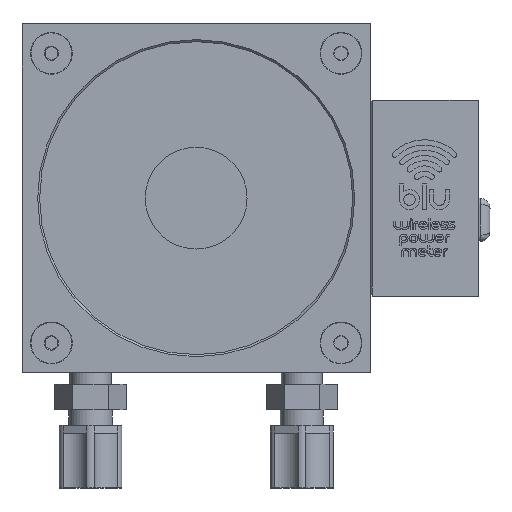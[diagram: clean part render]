
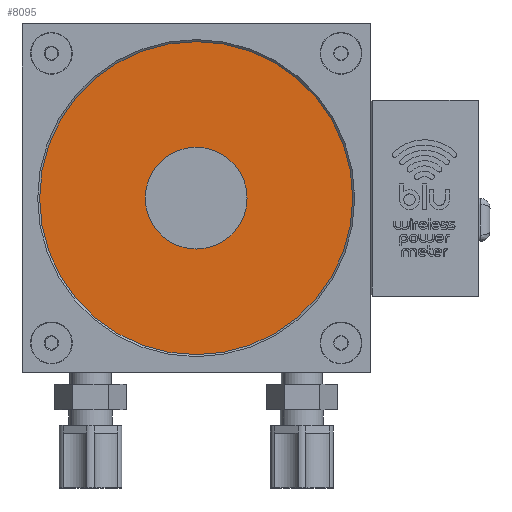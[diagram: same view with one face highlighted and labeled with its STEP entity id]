
A CAD part, top view. The second image highlights one B-rep face of the part: STEP entity #8095.
In plain terms, the highlighted planar face has unit normal (0, 0, 1).
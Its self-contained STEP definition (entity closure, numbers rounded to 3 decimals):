
#440 = DIRECTION ( 'NONE',  ( 1., 0., 0. ) ) ;
#690 = DIRECTION ( 'NONE',  ( 1., 0., 0. ) ) ;
#1694 = AXIS2_PLACEMENT_3D ( 'NONE', #14266, #13185, #690 ) ;
#1720 = CIRCLE ( 'NONE', #1694, 13.005 ) ;
#4556 = EDGE_CURVE ( 'NONE', #76085, #73536, #41685, .T. ) ;
#8095 = ADVANCED_FACE ( 'NONE', ( #14083, #77546 ), #53465, .T. ) ;
#11154 = ORIENTED_EDGE ( 'NONE', *, *, #55013, .F. ) ;
#11446 = AXIS2_PLACEMENT_3D ( 'NONE', #53515, #27843, #78565 ) ;
#13185 = DIRECTION ( 'NONE',  ( 0., 0., 1. ) ) ;
#14083 = FACE_BOUND ( 'NONE', #16648, .T. ) ;
#14266 = CARTESIAN_POINT ( 'NONE',  ( -47.228, 33.014, 139.087 ) ) ;
#14552 = DIRECTION ( 'NONE',  ( 0., 0., 1. ) ) ;
#16648 = EDGE_LOOP ( 'NONE', ( #51592, #11154 ) ) ;
#17359 = EDGE_CURVE ( 'NONE', #78152, #26807, #83501, .T. ) ;
#20781 = DIRECTION ( 'NONE',  ( 1., 0., 0. ) ) ;
#26205 = AXIS2_PLACEMENT_3D ( 'NONE', #68955, #49836, #68102 ) ;
#26807 = VERTEX_POINT ( 'NONE', #42776 ) ;
#27843 = DIRECTION ( 'NONE',  ( 0., 0., 1. ) ) ;
#30060 = ORIENTED_EDGE ( 'NONE', *, *, #79133, .T. ) ;
#39108 = CARTESIAN_POINT ( 'NONE',  ( -7.228, 33.014, 139.087 ) ) ;
#41685 = CIRCLE ( 'NONE', #66544, 40. ) ;
#42776 = CARTESIAN_POINT ( 'NONE',  ( -34.223, 33.014, 139.087 ) ) ;
#46705 = CARTESIAN_POINT ( 'NONE',  ( -87.228, 33.014, 139.087 ) ) ;
#49836 = DIRECTION ( 'NONE',  ( 0., 0., 1. ) ) ;
#51592 = ORIENTED_EDGE ( 'NONE', *, *, #17359, .F. ) ;
#53465 = PLANE ( 'NONE',  #80959 ) ;
#53515 = CARTESIAN_POINT ( 'NONE',  ( -47.228, 33.014, 139.087 ) ) ;
#55013 = EDGE_CURVE ( 'NONE', #26807, #78152, #1720, .T. ) ;
#55014 = EDGE_LOOP ( 'NONE', ( #30060, #72391 ) ) ;
#59392 = CARTESIAN_POINT ( 'NONE',  ( -47.228, 33.014, 139.087 ) ) ;
#65630 = CARTESIAN_POINT ( 'NONE',  ( -47.228, 33.014, 139.087 ) ) ;
#66544 = AXIS2_PLACEMENT_3D ( 'NONE', #65630, #77986, #440 ) ;
#68102 = DIRECTION ( 'NONE',  ( 1., 0., 0. ) ) ;
#68955 = CARTESIAN_POINT ( 'NONE',  ( -47.228, 33.014, 139.087 ) ) ;
#71176 = CIRCLE ( 'NONE', #11446, 40. ) ;
#72391 = ORIENTED_EDGE ( 'NONE', *, *, #4556, .T. ) ;
#73536 = VERTEX_POINT ( 'NONE', #39108 ) ;
#76085 = VERTEX_POINT ( 'NONE', #46705 ) ;
#77546 = FACE_OUTER_BOUND ( 'NONE', #55014, .T. ) ;
#77986 = DIRECTION ( 'NONE',  ( 0., 0., 1. ) ) ;
#78152 = VERTEX_POINT ( 'NONE', #80961 ) ;
#78565 = DIRECTION ( 'NONE',  ( 1., 0., 0. ) ) ;
#79133 = EDGE_CURVE ( 'NONE', #73536, #76085, #71176, .T. ) ;
#80959 = AXIS2_PLACEMENT_3D ( 'NONE', #59392, #14552, #20781 ) ;
#80961 = CARTESIAN_POINT ( 'NONE',  ( -60.233, 33.014, 139.087 ) ) ;
#83501 = CIRCLE ( 'NONE', #26205, 13.005 ) ;
